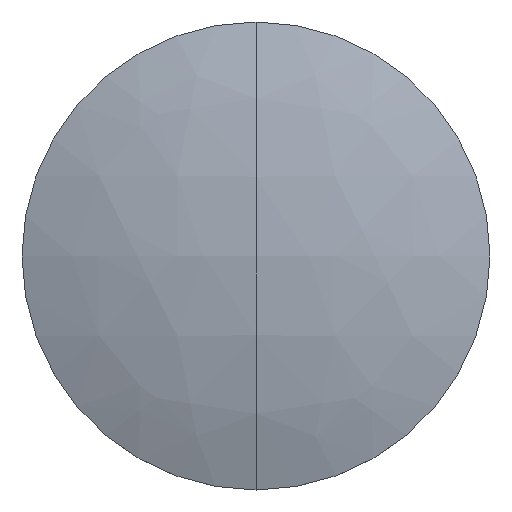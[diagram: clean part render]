
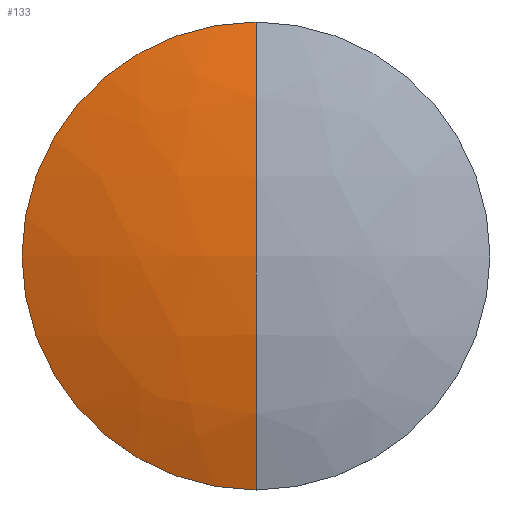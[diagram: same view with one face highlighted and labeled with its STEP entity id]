
A CAD part, top view. The second image highlights one B-rep face of the part: STEP entity #133.
In plain terms, the highlighted free-form (B-spline) face has degree [3, 3] with [4, 4] control points.
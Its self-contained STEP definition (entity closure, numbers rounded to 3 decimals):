
#5 = CARTESIAN_POINT ( 'NONE',  ( 0., 25.693, 5.529 ) ) ;
#6 = CARTESIAN_POINT ( 'NONE',  ( 0., -25.693, 5.529 ) ) ;
#14 = ORIENTED_EDGE ( 'NONE', *, *, #280, .F. ) ;
#20 = DIRECTION ( 'NONE',  ( 1., 0., 0. ) ) ;
#28 = DIRECTION ( 'NONE',  ( 1., 0., 0. ) ) ;
#31 = CARTESIAN_POINT ( 'NONE',  ( -24.045, -25.693, 1.37 ) ) ;
#32 = CARTESIAN_POINT ( 'NONE',  ( 0., 25.4, 5.634 ) ) ;
#36 = AXIS2_PLACEMENT_3D ( 'NONE', #114, #83, #111 ) ;
#40 = EDGE_CURVE ( 'NONE', #270, #164, #226, .T. ) ;
#47 = CARTESIAN_POINT ( 'NONE',  ( -17.68, 8.914, 10.033 ) ) ;
#52 = CARTESIAN_POINT ( 'NONE',  ( -8.214, -25.693, 5.529 ) ) ;
#54 = AXIS2_PLACEMENT_3D ( 'NONE', #70, #94, #28 ) ;
#68 = CARTESIAN_POINT ( 'NONE',  ( 0., -8.914, 11.551 ) ) ;
#70 = CARTESIAN_POINT ( 'NONE',  ( 0., 0., 5.634 ) ) ;
#71 = CARTESIAN_POINT ( 'NONE',  ( -16.308, -25.693, 4.129 ) ) ;
#83 = DIRECTION ( 'NONE',  ( -1., 0., 0. ) ) ;
#90 = CARTESIAN_POINT ( 'NONE',  ( -8.214, 25.693, 5.529 ) ) ;
#91 = CARTESIAN_POINT ( 'NONE',  ( -17.68, -8.914, 10.033 ) ) ;
#94 = DIRECTION ( 'NONE',  ( 0., 0., -1. ) ) ;
#103 = CARTESIAN_POINT ( 'NONE',  ( 0., 0., 5.634 ) ) ;
#111 = DIRECTION ( 'NONE',  ( 0., -1., 0. ) ) ;
#114 = CARTESIAN_POINT ( 'NONE',  ( 0., 0., -66.06 ) ) ;
#116 = CARTESIAN_POINT ( 'NONE',  ( -26.067, -8.914, 7.042 ) ) ;
#117 = CARTESIAN_POINT ( 'NONE',  ( -26.067, 8.914, 7.042 ) ) ;
#119 = EDGE_CURVE ( 'NONE', #206, #164, #184, .T. ) ;
#121 = ORIENTED_EDGE ( 'NONE', *, *, #119, .F. ) ;
#124 = CIRCLE ( 'NONE', #288, 25.4 ) ;
#133 = ADVANCED_FACE ( 'NONE', ( #223 ), #159, .T. ) ;
#140 = CARTESIAN_POINT ( 'NONE',  ( 0., 8.914, 11.551 ) ) ;
#145 = CARTESIAN_POINT ( 'NONE',  ( -25.4, 0., 5.634 ) ) ;
#159 =( BOUNDED_SURFACE ( )  B_SPLINE_SURFACE ( 3, 3, ( 
 ( #6, #52, #71, #31 ),
 ( #68, #216, #91, #116 ),
 ( #140, #285, #47, #117 ),
 ( #5, #90, #268, #215 ) ),
 .UNSPECIFIED., .F., .F., .T. ) 
 B_SPLINE_SURFACE_WITH_KNOTS ( ( 4, 4 ),
 ( 4, 4 ),
 ( 0., 1. ),
 ( 0., 1. ),
 .UNSPECIFIED. ) 
 GEOMETRIC_REPRESENTATION_ITEM ( )  RATIONAL_B_SPLINE_SURFACE ( (
 ( 1., 0.99, 0.99, 1.),
 ( 0.961, 0.951, 0.951, 0.961),
 ( 0.961, 0.951, 0.951, 0.961),
 ( 1., 0.99, 0.99, 1.) ) ) 
 REPRESENTATION_ITEM ( '' )  SURFACE ( )  );
#164 = VERTEX_POINT ( 'NONE', #32 ) ;
#165 = CARTESIAN_POINT ( 'NONE',  ( 0., -25.4, 5.634 ) ) ;
#184 = CIRCLE ( 'NONE', #54, 25.4 ) ;
#203 = ORIENTED_EDGE ( 'NONE', *, *, #40, .T. ) ;
#206 = VERTEX_POINT ( 'NONE', #145 ) ;
#215 = CARTESIAN_POINT ( 'NONE',  ( -24.045, 25.693, 1.37 ) ) ;
#216 = CARTESIAN_POINT ( 'NONE',  ( -8.905, -8.914, 11.551 ) ) ;
#223 = FACE_OUTER_BOUND ( 'NONE', #227, .T. ) ;
#226 = CIRCLE ( 'NONE', #36, 76.06 ) ;
#227 = EDGE_LOOP ( 'NONE', ( #14, #203, #121 ) ) ;
#254 = DIRECTION ( 'NONE',  ( 0., 0., -1. ) ) ;
#268 = CARTESIAN_POINT ( 'NONE',  ( -16.308, 25.693, 4.129 ) ) ;
#270 = VERTEX_POINT ( 'NONE', #165 ) ;
#280 = EDGE_CURVE ( 'NONE', #270, #206, #124, .T. ) ;
#285 = CARTESIAN_POINT ( 'NONE',  ( -8.905, 8.914, 11.551 ) ) ;
#288 = AXIS2_PLACEMENT_3D ( 'NONE', #103, #254, #20 ) ;
